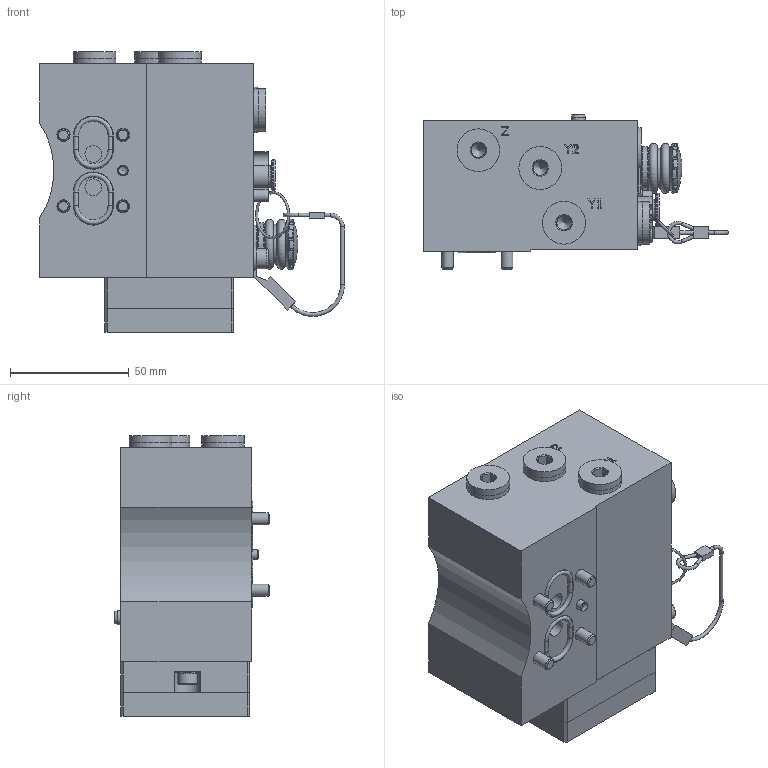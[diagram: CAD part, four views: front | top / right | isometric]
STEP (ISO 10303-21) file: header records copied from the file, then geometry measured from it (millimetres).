
FILE_DESCRIPTION(/* description */ ('STEP AP214'),/* implementation_level */ '2;1');
FILE_NAME(/* name */ '8104802_DADG-FM-F9-VDE2',/* time_stamp */ '2024-08-12T17:24:56+02:00',/* author */ ('License CC BY-ND 4.0'),/* organization */ ('CADENAS'),/* preprocessor_version */ 'ST-DEVELOPER v19.3',/* originating_system */ 'PARTsolutions',/* authorisation */ ' ');
FILE_SCHEMA (('AUTOMOTIVE_DESIGN {1 0 10303 214 3 1 1}'));
Length unit declared in the file: millimetre
Products named in the file (14): 8104802 DADG-FM-F9-VDE2---(high); 8104802 DADG-FM-F9-VDE2---(high_b); 165193 CRO-1/4; DIN-908 G1/4A; 201014 G1/4-LHM14x1.5---(high); 563400 VABD-D3-SN-G14; Tooth lock washer DIN 6797 - J5.3; ISO-4762 M5x30; ISO 2338 4m6x10(F); ISO 2338 6m6x12(F); 8103738 DADG-FM-F9-VDE2---(high_ip); ISO-4762 M5x10; 8103743 DADG-FM-F9-VDE2---(high_ep); ISO-4026 M5x10
Assembly tree (32 placements, depth 2):
  8104802 DADG-FM-F9-VDE2---(high)
    8104802 DADG-FM-F9-VDE2---(high_b)
    165193 CRO-1/4  x4
    DIN-908 G1/4A  x4
    201014 G1/4-LHM14x1.5---(high)
    563400 VABD-D3-SN-G14
    Tooth lock washer DIN 6797 - J5.3  x8
    ISO-4762 M5x30  x4
    ISO 2338 4m6x10(F)
    ISO 2338 6m6x12(F)
    8103738 DADG-FM-F9-VDE2---(high_ip)
    ISO-4762 M5x10  x4
    8103743 DADG-FM-F9-VDE2---(high_ep)
    ISO-4026 M5x10
Bounding box: 128.06 x 64.9 x 118 mm (x, y, z)
Volume: 476906 mm3; surface area: 94161.5 mm2
Topology: 32 solids, 32 shells, 1169 faces, 2962 edges, 1908 vertices
Faces by surface type: plane 599, cylinder 331, cone 205, torus 34
Full cylindrical faces by diameter (mm): 1.5 x2, 1.62 x2, 1.7 x2, 4 x2, 4.134 x10, 4.2 x1, 4.917 x2, 5 x9, 5.3 x4, 5.5 x5, 6 x10, 7 x2, 7.9 x4, 8.5 x9, 9 x1, 10 x8, 10.3 x1, 11 x9, 11.445 x8, 11.5 x2, 13.157 x5, 13.2 x4, 13.8 x1, 14 x1, 16 x2, 16.8 x1, 17.1 x1, 17.9 x1, 18 x9, 19 x1
Entity records: 19999 total; most frequent: CARTESIAN_POINT 3448, DIRECTION 3296, ORIENTED_EDGE 2880, EDGE_CURVE 1440, AXIS2_PLACEMENT_3D 1226, VERTEX_POINT 1055, FACE_BOUND 979, EDGE_LOOP 942
